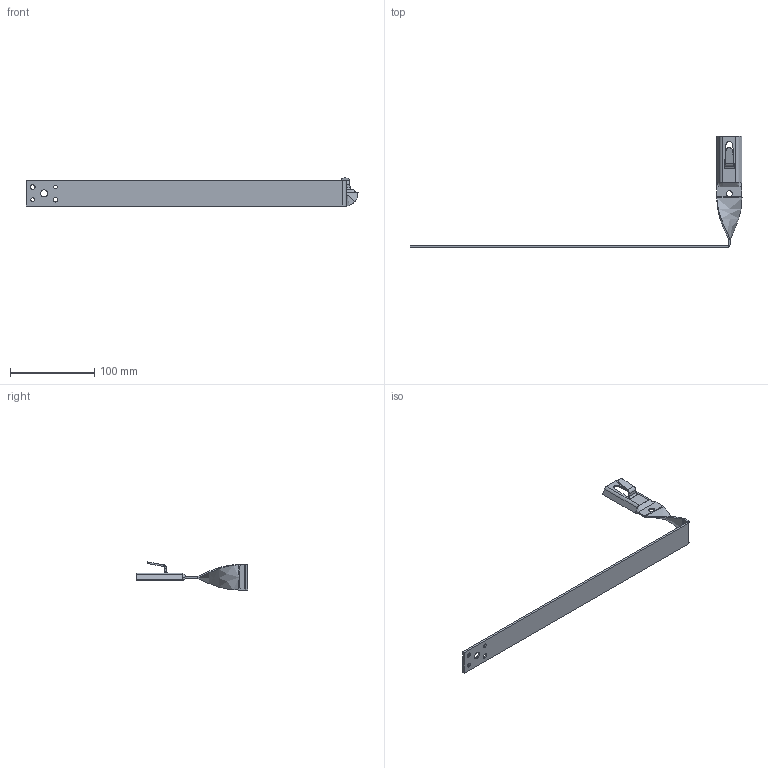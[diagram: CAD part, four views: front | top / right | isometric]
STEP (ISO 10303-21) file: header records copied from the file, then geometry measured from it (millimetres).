
FILE_DESCRIPTION(/* description */ (''),/* implementation_level */ '2;1');
FILE_NAME(/* name */ '503020 CDZS.ipt.stp',/* time_stamp */ '2023-05-18T15:11:25+03:00',/* author */ ('Петров Ю.Д.'),/* organization */ (''),/* preprocessor_version */ 'ST-DEVELOPER v19.2',/* originating_system */ 'Autodesk Inventor 2023',/* authorisation */ '');
FILE_SCHEMA (('AUTOMOTIVE_DESIGN { 1 0 10303 214 3 1 1 }'));
Length unit declared in the file: millimetre
Products named in the file (1): UDZS-H7CDZS-L3800
Bounding box: 394.02 x 132 x 33.29 mm (x, y, z)
Volume: 30883.7 mm3; surface area: 33863.6 mm2
Topology: 3 solids, 3 shells, 98 faces, 260 edges, 152 vertices
Faces by surface type: plane 50, bspline 30, cylinder 18
Full cylindrical faces by diameter (mm): 4.5 x2, 5.5 x2, 7 x1, 8.25 x1
Entity records: 4056 total; most frequent: CARTESIAN_POINT 1878, ORIENTED_EDGE 488, DIRECTION 332, EDGE_CURVE 244, VERTEX_POINT 152, LINE 138, VECTOR 138, EDGE_LOOP 112
